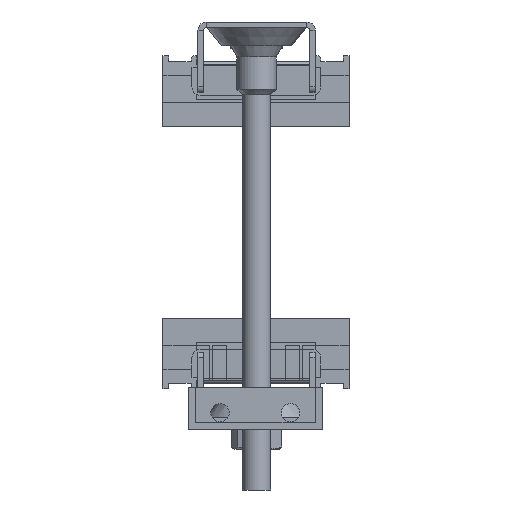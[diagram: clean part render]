
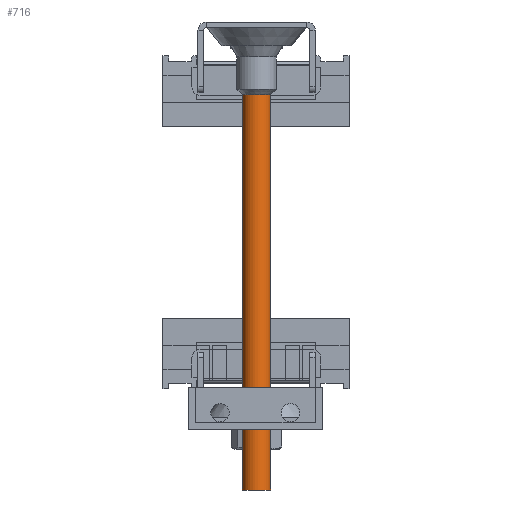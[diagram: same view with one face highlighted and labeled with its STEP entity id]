
A CAD part, front view. The second image highlights one B-rep face of the part: STEP entity #716.
In plain terms, the highlighted cylindrical face has radius 5 mm (diameter 10 mm), a partial arc.
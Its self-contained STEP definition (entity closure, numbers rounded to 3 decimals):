
#716=ADVANCED_FACE('',(#3501),#3502,.T.);
#3501=FACE_OUTER_BOUND('',#8295,.T.);
#3502=CYLINDRICAL_SURFACE('',#8296,5.);
#8295=EDGE_LOOP('',(#15709,#15710,#15711,#15712));
#8296=AXIS2_PLACEMENT_3D('',#15713,#15714,#15715);
#15709=ORIENTED_EDGE('',*,*,#32815,.F.);
#15710=ORIENTED_EDGE('',*,*,#32819,.T.);
#15711=ORIENTED_EDGE('',*,*,#32817,.T.);
#15712=ORIENTED_EDGE('',*,*,#32818,.F.);
#15713=CARTESIAN_POINT('',(-390.082,-121.265,-31.646));
#15714=DIRECTION('',(0.,0.,1.0));
#15715=DIRECTION('',(-0.997,-0.072,0.));
#32815=EDGE_CURVE('',#39825,#39829,#39830,.T.);
#32817=EDGE_CURVE('',#39824,#39831,#39833,.T.);
#32818=EDGE_CURVE('',#39829,#39831,#39834,.T.);
#32819=EDGE_CURVE('',#39825,#39824,#39835,.T.);
#39824=VERTEX_POINT('',#51208);
#39825=VERTEX_POINT('',#51209);
#39829=VERTEX_POINT('',#51215);
#39830=LINE('',#51216,#51217);
#39831=VERTEX_POINT('',#51218);
#39833=LINE('',#51220,#51221);
#39834=CIRCLE('',#51222,5.);
#39835=CIRCLE('',#51223,5.);
#51208=CARTESIAN_POINT('',(-395.069,-121.623,108.354));
#51209=CARTESIAN_POINT('',(-385.095,-120.907,108.354));
#51215=CARTESIAN_POINT('',(-385.095,-120.907,-31.646));
#51216=CARTESIAN_POINT('',(-385.095,-120.907,-31.646));
#51217=VECTOR('',#66281,1000.0);
#51218=CARTESIAN_POINT('',(-395.069,-121.623,-31.646));
#51220=CARTESIAN_POINT('',(-395.069,-121.623,-31.646));
#51221=VECTOR('',#66285,1000.0);
#51222=AXIS2_PLACEMENT_3D('',#66286,#66287,#66288);
#51223=AXIS2_PLACEMENT_3D('',#66289,#66290,#66291);
#66281=DIRECTION('',(0.,0.,-1.0));
#66285=DIRECTION('',(0.,0.,-1.0));
#66286=CARTESIAN_POINT('',(-390.082,-121.265,-31.646));
#66287=DIRECTION('',(0.,0.,-1.0));
#66288=DIRECTION('',(-0.997,-0.072,0.));
#66289=CARTESIAN_POINT('',(-390.082,-121.265,108.354));
#66290=DIRECTION('',(0.,0.,-1.0));
#66291=DIRECTION('',(-0.997,-0.072,0.));
